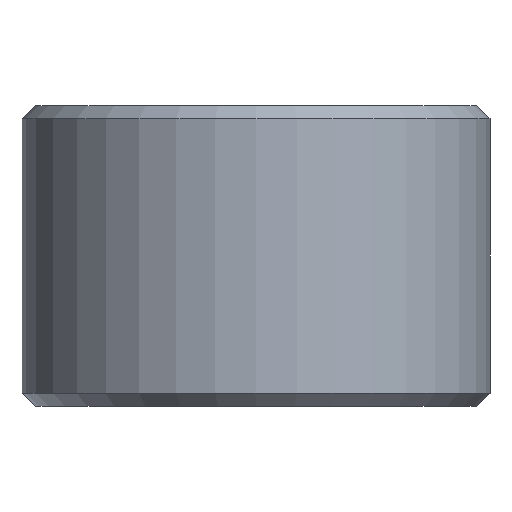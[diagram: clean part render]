
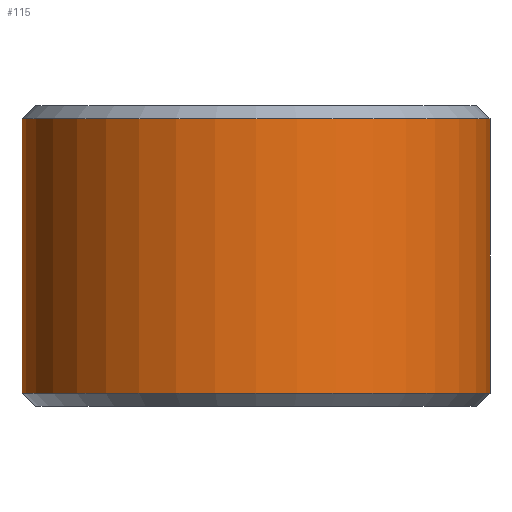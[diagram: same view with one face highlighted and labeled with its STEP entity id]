
A CAD part, front view. The second image highlights one B-rep face of the part: STEP entity #115.
In plain terms, the highlighted cylindrical face has radius 3.5 mm (diameter 7 mm), a full revolution.
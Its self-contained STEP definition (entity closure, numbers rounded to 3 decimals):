
#15=CYLINDRICAL_SURFACE('',#140,3.5);
#23=FACE_OUTER_BOUND('',#32,.T.);
#32=EDGE_LOOP('',(#87,#88,#89,#90));
#40=LINE('',#204,#46);
#46=VECTOR('',#168,3.5);
#52=CIRCLE('',#137,3.5);
#54=CIRCLE('',#141,3.5);
#60=VERTEX_POINT('',#195);
#62=VERTEX_POINT('',#202);
#69=EDGE_CURVE('',#60,#60,#52,.T.);
#71=EDGE_CURVE('',#62,#62,#54,.T.);
#72=EDGE_CURVE('',#62,#60,#40,.T.);
#87=ORIENTED_EDGE('',*,*,#71,.F.);
#88=ORIENTED_EDGE('',*,*,#72,.T.);
#89=ORIENTED_EDGE('',*,*,#69,.F.);
#90=ORIENTED_EDGE('',*,*,#72,.F.);
#115=ADVANCED_FACE('',(#23),#15,.T.);
#137=AXIS2_PLACEMENT_3D('',#197,#158,#159);
#140=AXIS2_PLACEMENT_3D('',#201,#164,#165);
#141=AXIS2_PLACEMENT_3D('',#203,#166,#167);
#158=DIRECTION('center_axis',(0.,0.,
1.));
#159=DIRECTION('ref_axis',(1.,0.,0.));
#164=DIRECTION('center_axis',(0.,0.,-1.));
#165=DIRECTION('ref_axis',(1.,0.,0.));
#166=DIRECTION('center_axis',(0.,0.,
-1.));
#167=DIRECTION('ref_axis',(1.,0.,0.));
#168=DIRECTION('',(0.,0.,1.));
#195=CARTESIAN_POINT('',(-34.73,263.036,-54.396));
#197=CARTESIAN_POINT('Origin',(-31.23,263.036,-54.396));
#201=CARTESIAN_POINT('Origin',(-31.23,263.036,-54.196));
#202=CARTESIAN_POINT('',(-34.73,263.036,-58.496));
#203=CARTESIAN_POINT('Origin',(-31.23,263.036,-58.496));
#204=CARTESIAN_POINT('',(-34.73,263.036,-54.196));
